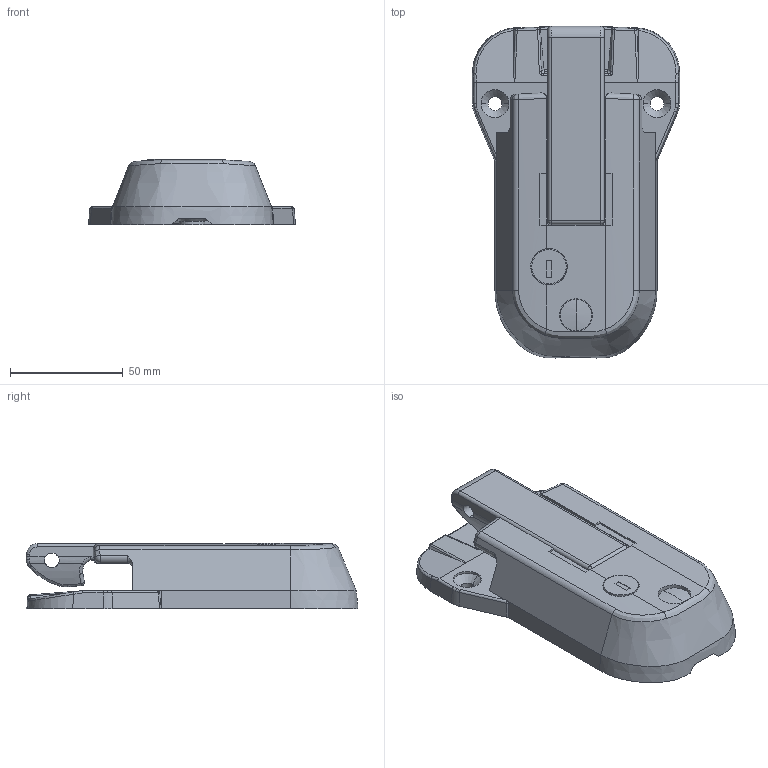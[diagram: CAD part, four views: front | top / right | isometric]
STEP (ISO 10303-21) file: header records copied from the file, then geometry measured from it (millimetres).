
FILE_DESCRIPTION (( 'STEP AP203' ), '1' );
FILE_NAME ('FA-813-C-S-1.STEP', '2021-08-18T23:18:34', ( '' ), ( '' ), 'SwSTEP 2.0', 'SolidWorks 2018', '' );
FILE_SCHEMA (( 'CONFIG_CONTROL_DESIGN' ));
Length unit declared in the file: millimetre
Products named in the file (9): FA-813-C-S-1_T0230rotor__T儘乕僞乕; FA-813-C-S-1; FA-813-C-S-1_back plate_; FA-813-C-S-1_cross-recessed flat head screw_ver1.03__M4x8十字穴付小頭皿小ねじ(SUS)サッシビス; FA-813-C-S-1_screw hole caps__Assy—p; FA-813-C-S-1_body_; FA-813-C-S-1_sickle_; FA-813-C-S-1_stopper_; FA-813-C-S-1_cross-recessed flat head screw_ver1.03__M6x12十字穴付皿小ねじ(SUS)
Assembly tree (9 placements, depth 2):
  FA-813-C-S-1
    FA-813-C-S-1_body_
    FA-813-C-S-1_back plate_
    FA-813-C-S-1_sickle_
    FA-813-C-S-1_stopper_
    FA-813-C-S-1_T0230rotor__T儘乕僞乕
    FA-813-C-S-1_cross-recessed flat head screw_ver1.03__M6x12十字穴付皿小ねじ(SUS)  x2
    FA-813-C-S-1_cross-recessed flat head screw_ver1.03__M4x8十字穴付小頭皿小ねじ(SUS)サッシビス
    FA-813-C-S-1_screw hole caps__Assy—p
Bounding box: 92 x 147.47 x 29.15 mm (x, y, z)
Volume: 121963 mm3; surface area: 63594 mm2
Topology: 9 solids, 9 shells, 588 faces, 1504 edges, 950 vertices
Faces by surface type: plane 268, cylinder 189, bspline 59, cone 43, torus 15, sphere 14
Entity records: 21084 total; most frequent: CARTESIAN_POINT 7198, ORIENTED_EDGE 2804, DIRECTION 2576, EDGE_CURVE 1402, AXIS2_PLACEMENT_3D 904, VERTEX_POINT 888, VECTOR 768, LINE 768
